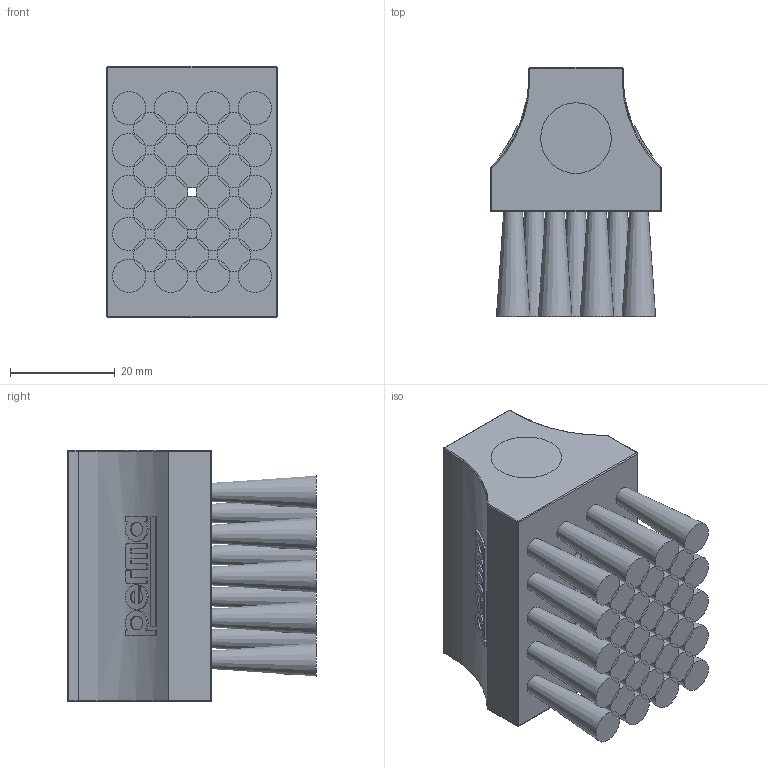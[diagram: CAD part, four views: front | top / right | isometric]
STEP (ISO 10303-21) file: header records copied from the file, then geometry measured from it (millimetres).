
FILE_DESCRIPTION((''),'2;1');
FILE_NAME('Buerste_40x30 G1_4_A26001410_A26001420_A26001430.stp','2010-04-16T09:40:34',('002164'),(''),'Autodesk Inventor 2010','Autodesk Inventor 2010','');
FILE_SCHEMA(('AUTOMOTIVE_DESIGN { 1 0 10303 214 1 1 1 1 }'));
Length unit declared in the file: millimetre
Products named in the file (4): anbue01c; Grundkörper_40x30_Standard_Nacharbeit; Borste_20mm; verschlussstopfen
Assembly tree (34 placements, depth 2):
  anbue01c
    Grundkörper_40x30_Standard_Nacharbeit
    Borste_20mm  x32
    verschlussstopfen
Bounding box: 32.5 x 47.5 x 48 mm (x, y, z)
Volume: 42807.9 mm3; surface area: 23972.4 mm2
Topology: 34 solids, 34 shells, 356 faces, 649 edges, 405 vertices
Faces by surface type: plane 180, cylinder 126, cone 33, sphere 8, bspline 5, torus 4
Full cylindrical faces by diameter (mm): 2 x3, 2.644 x4, 3.6 x64, 13.5 x1
Entity records: 7180 total; most frequent: CARTESIAN_POINT 1969, DIRECTION 1116, ORIENTED_EDGE 878, AXIS2_PLACEMENT_3D 456, EDGE_CURVE 439, EDGE_LOOP 338, VERTEX_POINT 311, FACE_OUTER_BOUND 232
